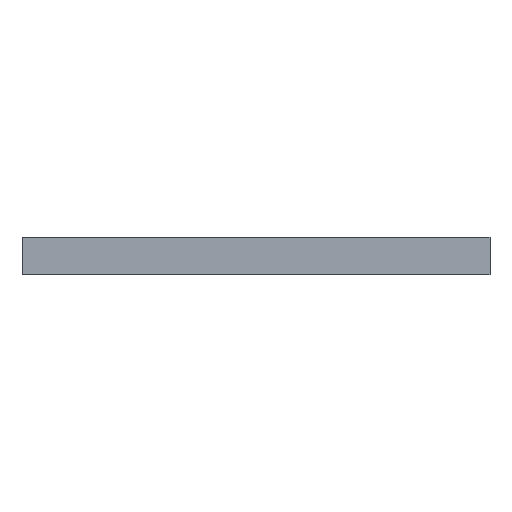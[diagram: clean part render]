
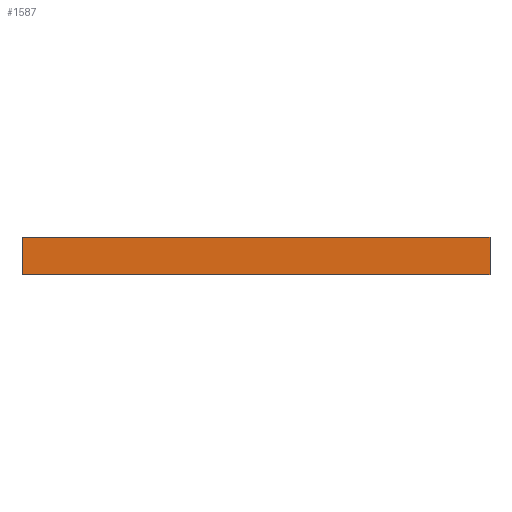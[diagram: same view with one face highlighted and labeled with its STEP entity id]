
A CAD part, left-side view. The second image highlights one B-rep face of the part: STEP entity #1587.
In plain terms, the highlighted planar face has unit normal (-1, 0, 0).
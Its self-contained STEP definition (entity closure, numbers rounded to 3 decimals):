
#86 = PLANE ( 'NONE',  #3075 ) ;
#308 = LINE ( 'NONE', #3276, #1978 ) ;
#393 = FACE_OUTER_BOUND ( 'NONE', #4251, .T. ) ;
#433 = VERTEX_POINT ( 'NONE', #1303 ) ;
#545 = CARTESIAN_POINT ( 'NONE',  ( -691.398, 0., -20. ) ) ;
#614 = DIRECTION ( 'NONE',  ( 0., -1., 0. ) ) ;
#1165 = EDGE_CURVE ( 'NONE', #5396, #5773, #1717, .T. ) ;
#1303 = CARTESIAN_POINT ( 'NONE',  ( -691.398, -1955.189, -20. ) ) ;
#1404 = ORIENTED_EDGE ( 'NONE', *, *, #3722, .T. ) ;
#1548 = CARTESIAN_POINT ( 'NONE',  ( -691.398, -1955.189, 0. ) ) ;
#1587 = ADVANCED_FACE ( 'NONE', ( #393 ), #86, .T. ) ;
#1717 = LINE ( 'NONE', #2804, #4229 ) ;
#1814 = CARTESIAN_POINT ( 'NONE',  ( -691.398, 0., 0. ) ) ;
#1978 = VECTOR ( 'NONE', #614, 1000. ) ;
#2072 = VECTOR ( 'NONE', #3527, 1000. ) ;
#2314 = DIRECTION ( 'NONE',  ( -1., 0., 0. ) ) ;
#2471 = ORIENTED_EDGE ( 'NONE', *, *, #2786, .T. ) ;
#2786 = EDGE_CURVE ( 'NONE', #433, #4537, #3386, .T. ) ;
#2804 = CARTESIAN_POINT ( 'NONE',  ( -691.398, -1705.189, -20. ) ) ;
#3075 = AXIS2_PLACEMENT_3D ( 'NONE', #545, #2314, #4575 ) ;
#3276 = CARTESIAN_POINT ( 'NONE',  ( -691.398, 0., -20. ) ) ;
#3300 = VECTOR ( 'NONE', #4390, 1000. ) ;
#3368 = CARTESIAN_POINT ( 'NONE',  ( -691.398, -1705.189, 0. ) ) ;
#3386 = LINE ( 'NONE', #5731, #2072 ) ;
#3449 = ORIENTED_EDGE ( 'NONE', *, *, #3609, .F. ) ;
#3527 = DIRECTION ( 'NONE',  ( 0., 0., 1. ) ) ;
#3609 = EDGE_CURVE ( 'NONE', #5773, #4537, #3862, .T. ) ;
#3722 = EDGE_CURVE ( 'NONE', #5396, #433, #308, .T. ) ;
#3862 = LINE ( 'NONE', #1814, #3300 ) ;
#3920 = CARTESIAN_POINT ( 'NONE',  ( -691.398, -1705.189, -20. ) ) ;
#4229 = VECTOR ( 'NONE', #5514, 1000. ) ;
#4251 = EDGE_LOOP ( 'NONE', ( #3449, #5720, #1404, #2471 ) ) ;
#4390 = DIRECTION ( 'NONE',  ( 0., -1., 0. ) ) ;
#4537 = VERTEX_POINT ( 'NONE', #1548 ) ;
#4575 = DIRECTION ( 'NONE',  ( 0., -1., 0. ) ) ;
#5396 = VERTEX_POINT ( 'NONE', #3920 ) ;
#5514 = DIRECTION ( 'NONE',  ( 0., 0., 1. ) ) ;
#5720 = ORIENTED_EDGE ( 'NONE', *, *, #1165, .F. ) ;
#5731 = CARTESIAN_POINT ( 'NONE',  ( -691.398, -1955.189, -20. ) ) ;
#5773 = VERTEX_POINT ( 'NONE', #3368 ) ;
